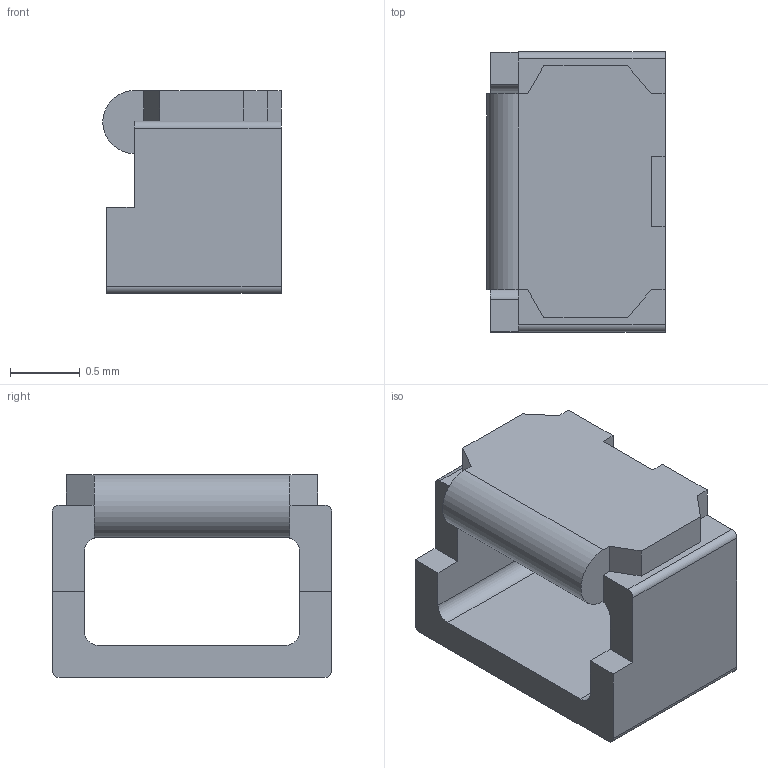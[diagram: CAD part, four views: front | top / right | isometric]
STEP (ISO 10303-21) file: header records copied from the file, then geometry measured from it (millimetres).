
FILE_DESCRIPTION(('FreeCAD Model'),'2;1');
FILE_NAME( 'TE_RCT0805.step', '2020-03-16T20:53:14',('kicad StepUp'),('ksu MCAD'), 'Open CASCADE STEP processor 7.3','FreeCAD','Unknown');
FILE_SCHEMA(('AUTOMOTIVE_DESIGN { 1 0 10303 214 1 1 1 1 }'));
Length unit declared in the file: millimetre
Products named in the file (1): TE_RCT0805
Bounding box: 1.27 x 2 x 1.45 mm (x, y, z)
Volume: 2 mm3; surface area: 16.8 mm2
Topology: 1 solids, 1 shells, 39 faces, 112 edges, 74 vertices
Faces by surface type: plane 30, cylinder 9
Entity records: 1293 total; most frequent: CARTESIAN_POINT 226, ORIENTED_EDGE 224, DIRECTION 210, EDGE_CURVE 112, LINE 94, VECTOR 94, VERTEX_POINT 74, AXIS2_PLACEMENT_3D 58
